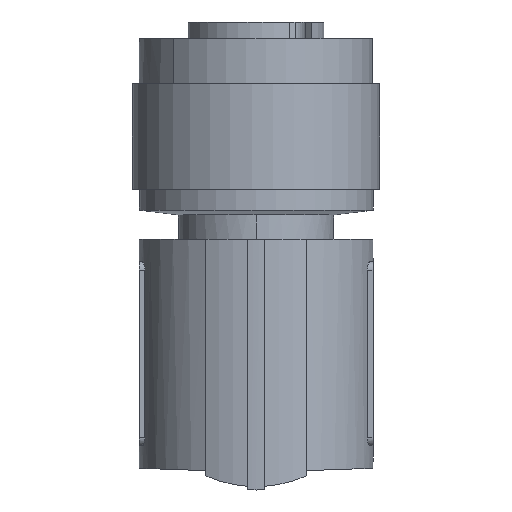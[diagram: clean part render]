
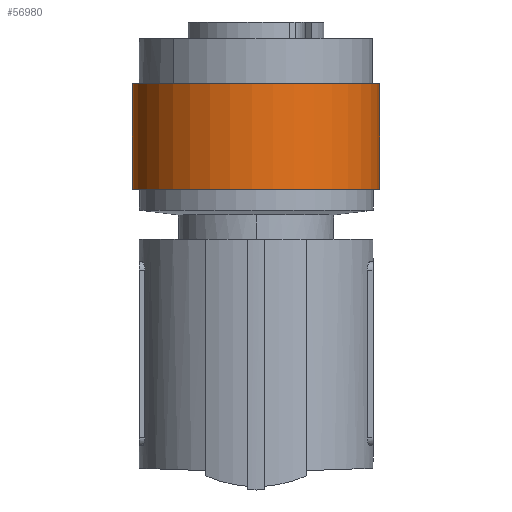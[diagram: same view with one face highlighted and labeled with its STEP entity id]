
A CAD part, front view. The second image highlights one B-rep face of the part: STEP entity #56980.
In plain terms, the highlighted cylindrical face has radius 7.4 mm (diameter 14.8 mm), a partial arc.
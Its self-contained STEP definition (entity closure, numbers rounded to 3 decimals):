
#52030=CARTESIAN_POINT('',(-0.004,-28.75,
11.499));
#52040=DIRECTION('',(0.,0.,1.));
#52050=DIRECTION('',(-0.999,0.035,
0.));
#52060=AXIS2_PLACEMENT_3D('',#52030,#52040,#52050);
#52070=CIRCLE('',#52060,7.4);
#52080=CARTESIAN_POINT('',(-7.4,-28.492,
11.499));
#52090=VERTEX_POINT('',#52080);
#52100=CARTESIAN_POINT('',(7.391,-29.008,
11.499));
#52110=VERTEX_POINT('',#52100);
#52120=EDGE_CURVE('',#52090,#52110,#52070,.T.);
#52310=CARTESIAN_POINT('',(7.391,-29.008,
14.407));
#52320=DIRECTION('',(0.,0.,1.));
#52330=VECTOR('',#52320,1.);
#52340=LINE('',#52310,#52330);
#52350=CARTESIAN_POINT('',(7.391,-29.008,
17.799));
#52360=VERTEX_POINT('',#52350);
#52370=EDGE_CURVE('',#52110,#52360,#52340,.T.);
#52390=CARTESIAN_POINT('',(-0.004,-28.75,
17.799));
#52400=DIRECTION('',(0.,0.,1.));
#52410=DIRECTION('',(-0.999,0.035,
0.));
#52420=AXIS2_PLACEMENT_3D('',#52390,#52400,#52410);
#52430=CIRCLE('',#52420,7.4);
#52440=CARTESIAN_POINT('',(-7.4,-28.492,
17.799));
#52450=VERTEX_POINT('',#52440);
#52480=CARTESIAN_POINT('',(-7.4,-28.492,
14.407));
#52490=DIRECTION('',(0.,0.,1.));
#52500=VECTOR('',#52490,1.);
#52510=LINE('',#52480,#52500);
#52520=EDGE_CURVE('',#52090,#52450,#52510,.T.);
#52850=EDGE_CURVE('',#52450,#52360,#52430,.T.);
#56870=CARTESIAN_POINT('',(-0.004,-28.75,
14.407));
#56880=DIRECTION('',(0.,0.,1.));
#56890=DIRECTION('',(-0.999,0.035,
0.));
#56900=AXIS2_PLACEMENT_3D('',#56870,#56880,#56890);
#56910=CYLINDRICAL_SURFACE('',#56900,7.4);
#56920=ORIENTED_EDGE('',*,*,#52850,.F.);
#56930=ORIENTED_EDGE('',*,*,#52370,.T.);
#56940=ORIENTED_EDGE('',*,*,#52120,.T.);
#56950=ORIENTED_EDGE('',*,*,#52520,.F.);
#56960=EDGE_LOOP('',(#56950,#56940,#56930,#56920));
#56970=FACE_OUTER_BOUND('',#56960,.T.);
#56980=ADVANCED_FACE('',(#56970),#56910,.T.);
